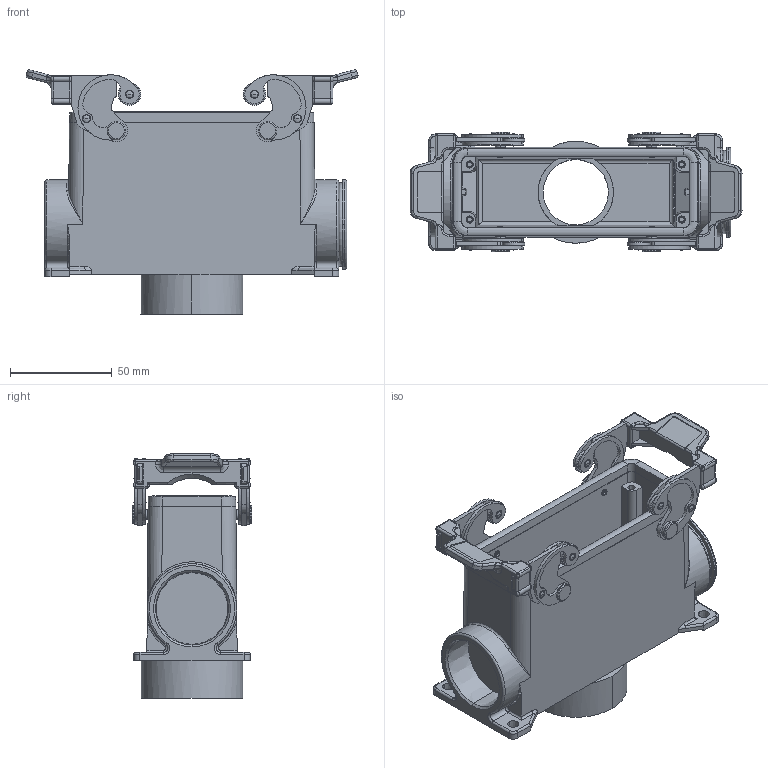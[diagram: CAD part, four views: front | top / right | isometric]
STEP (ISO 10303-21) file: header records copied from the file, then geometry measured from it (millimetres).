
FILE_DESCRIPTION(('Creo Elements/Direct Modeling STEP Export'),'2;1');
FILE_NAME('223miqb60o87ssc7992','2024-01-16T16:31:39',(''),(''),'Creo Elements/Direct Modeling STEP processor for AP214 (Solid Model)','Creo Elements/Direct Modeling 20.5B 27-May-2023 (C) Parametric Technology GmbH','');
FILE_SCHEMA(('AUTOMOTIVE_DESIGN { 1 0 10303 214 1 1 1 1 }'));
Products named in the file (2): CAP_24_G36
Assembly tree (1 placements, depth 2):
  CAP_24_G36
    CAP_24_G36
Bounding box: 162.77 x 58.5 x 119.86 mm (x, y, z)
Volume: 188226.8 mm3; surface area: 95921.9 mm2
Topology: 1 solids, 9 shells, 1312 faces, 3314 edges, 2025 vertices
Faces by surface type: cylinder 549, plane 421, torus 144, cone 72, bspline 70, sphere 56
Entity records: 60538 total; most frequent: CARTESIAN_POINT 22632, ORIENTED_EDGE 6512, DIRECTION 5954, EDGE_CURVE 3246, AXIS2_PLACEMENT_3D 2315, VERTEX_POINT 2025, EDGE_LOOP 1451, VECTOR 1324
